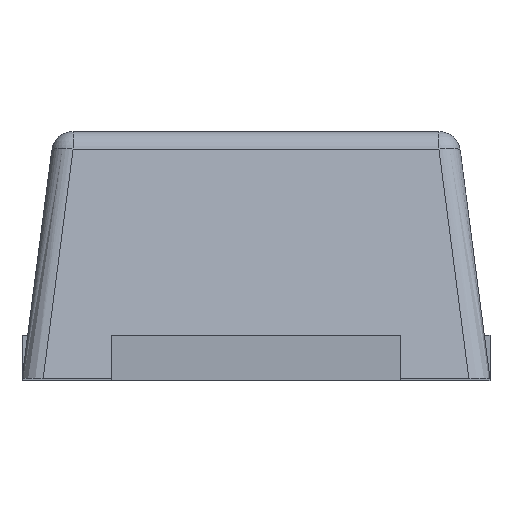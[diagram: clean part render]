
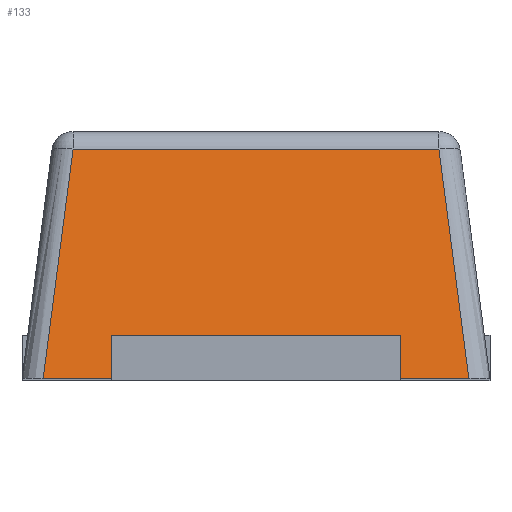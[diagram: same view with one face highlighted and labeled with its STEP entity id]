
A CAD part, left-side view. The second image highlights one B-rep face of the part: STEP entity #133.
In plain terms, the highlighted free-form (B-spline) face has degree [1, 1] with [2, 2] control points.
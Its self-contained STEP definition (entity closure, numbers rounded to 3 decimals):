
#21 = EDGE_CURVE('',#22,#24,#26,.T.);
#22 = VERTEX_POINT('',#23);
#23 = CARTESIAN_POINT('',(-1.805,-0.991,0.));
#24 = VERTEX_POINT('',#25);
#25 = CARTESIAN_POINT('',(-1.805,0.991,0.));
#26 = LINE('',#27,#28);
#27 = CARTESIAN_POINT('',(-1.805,-1.09,0.));
#28 = VECTOR('',#29,1.);
#29 = DIRECTION('',(0.,1.,0.));
#133 = ADVANCED_FACE('',(#134),#171,.F.);
#134 = FACE_BOUND('',#135,.F.);
#135 = EDGE_LOOP('',(#136,#137,#150,#160));
#136 = ORIENTED_EDGE('',*,*,#21,.T.);
#137 = ORIENTED_EDGE('',*,*,#138,.T.);
#138 = EDGE_CURVE('',#24,#139,#141,.T.);
#139 = VERTEX_POINT('',#140);
#140 = CARTESIAN_POINT('',(-1.61,0.852,1.068
    ));
#141 = B_SPLINE_CURVE_WITH_KNOTS('',3,(#142,#143,#144,#145,#146,#147,
    #148,#149),.UNSPECIFIED.,.F.,.F.,(4,2,2,4),(-0.045,
    0.013,1.196,1.254),.UNSPECIFIED.);
#142 = CARTESIAN_POINT('',(-1.815,0.999,-0.056));
#143 = CARTESIAN_POINT('',(-1.812,0.996,-0.038));
#144 = CARTESIAN_POINT('',(-1.808,0.994,-0.019));
#145 = CARTESIAN_POINT('',(-1.735,0.941,0.385)
  );
#146 = CARTESIAN_POINT('',(-1.664,0.891,0.77)
  );
#147 = CARTESIAN_POINT('',(-1.591,0.838,1.174
    ));
#148 = CARTESIAN_POINT('',(-1.587,0.836,1.193
    ));
#149 = CARTESIAN_POINT('',(-1.584,0.833,1.211
    ));
#150 = ORIENTED_EDGE('',*,*,#151,.F.);
#151 = EDGE_CURVE('',#152,#139,#154,.T.);
#152 = VERTEX_POINT('',#153);
#153 = CARTESIAN_POINT('',(-1.61,-0.852,
    1.068));
#154 = B_SPLINE_CURVE_WITH_KNOTS('',2,(#155,#156,#157,#158,#159),
  .UNSPECIFIED.,.F.,.F.,(3,1,1,3),(-0.08,-0.011,
    1.891,1.96),.UNSPECIFIED.);
#155 = CARTESIAN_POINT('',(-1.61,-1.02,
    1.068));
#156 = CARTESIAN_POINT('',(-1.61,-0.985,
    1.068));
#157 = CARTESIAN_POINT('',(-1.61,0.,1.068));
#158 = CARTESIAN_POINT('',(-1.61,0.985,1.068
    ));
#159 = CARTESIAN_POINT('',(-1.61,1.02,1.068
    ));
#160 = ORIENTED_EDGE('',*,*,#161,.F.);
#161 = EDGE_CURVE('',#22,#152,#162,.T.);
#162 = B_SPLINE_CURVE_WITH_KNOTS('',3,(#163,#164,#165,#166,#167,#168,
    #169,#170),.UNSPECIFIED.,.F.,.F.,(4,2,2,4),(-0.045,
    0.013,1.196,1.254),.UNSPECIFIED.);
#163 = CARTESIAN_POINT('',(-1.815,-0.999,-0.056));
#164 = CARTESIAN_POINT('',(-1.812,-0.996,-0.038));
#165 = CARTESIAN_POINT('',(-1.808,-0.994,-0.019));
#166 = CARTESIAN_POINT('',(-1.735,-0.941,0.385
    ));
#167 = CARTESIAN_POINT('',(-1.664,-0.891,0.77
    ));
#168 = CARTESIAN_POINT('',(-1.591,-0.838,
    1.174));
#169 = CARTESIAN_POINT('',(-1.587,-0.836,
    1.193));
#170 = CARTESIAN_POINT('',(-1.584,-0.833,
    1.211));
#171 = B_SPLINE_SURFACE_WITH_KNOTS('',1,1,(
    (#172,#173)
    ,(#174,#175
    )),.UNSPECIFIED.,.F.,.F.,.F.,(2,2),(2,2),(0.,2.18),(0.,1.),
  .PIECEWISE_BEZIER_KNOTS.);
#172 = CARTESIAN_POINT('',(-1.805,-1.09,0.));
#173 = CARTESIAN_POINT('',(-1.595,-0.94,1.15));
#174 = CARTESIAN_POINT('',(-1.805,1.09,0.));
#175 = CARTESIAN_POINT('',(-1.595,0.94,1.15));
